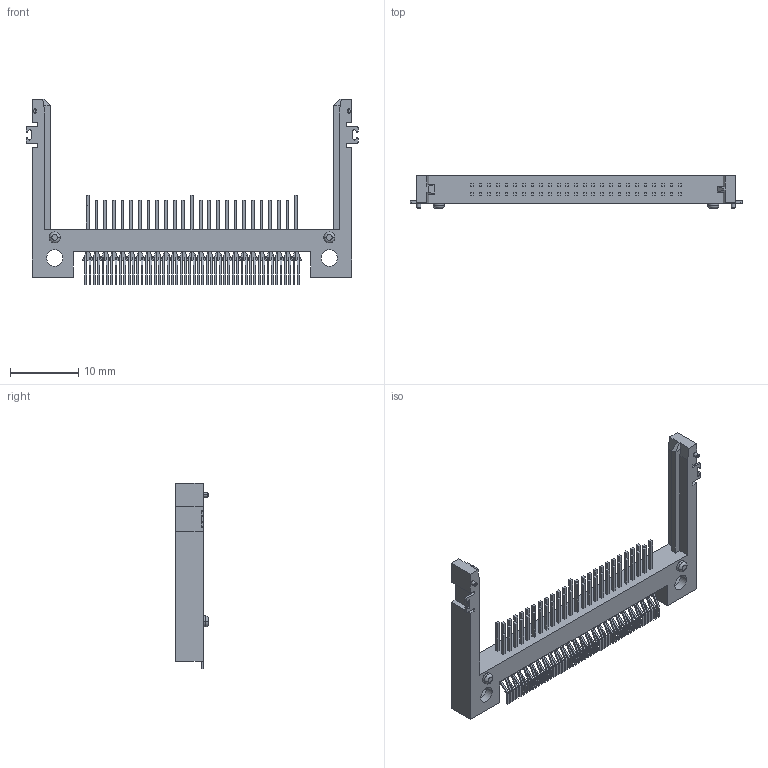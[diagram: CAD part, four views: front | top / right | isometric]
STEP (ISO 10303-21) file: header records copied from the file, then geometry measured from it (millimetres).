
FILE_DESCRIPTION((''),'2;1');
FILE_NAME('C-1734451-1','2013-10-31T',('workeradm'),('Tyco Electronics Ltd.'),'PRO/ENGINEER BY PARAMETRIC TECHNOLOGY CORPORATION, 2013050','PRO/ENGINEER BY PARAMETRIC TECHNOLOGY CORPORATION, 2013050','');
FILE_SCHEMA(('AUTOMOTIVE_DESIGN { 1 0 10303 214 1 1 1 1 }'));
Length unit declared in the file: millimetre
Products named in the file (1): C-1734451-1
Bounding box: 48.56 x 4.75 x 27.1 mm (x, y, z)
Volume: 1069.7 mm3; surface area: 2182 mm2
Topology: 1 solids, 1 shells, 1356 faces, 3636 edges, 2388 vertices
Faces by surface type: plane 1224, cylinder 124, torus 8
Entity records: 41744 total; most frequent: CARTESIAN_POINT 7382, ORIENTED_EDGE 7272, DIRECTION 6612, EDGE_CURVE 3636, VECTOR 3372, LINE 3372, VERTEX_POINT 2388, AXIS2_PLACEMENT_3D 1620
